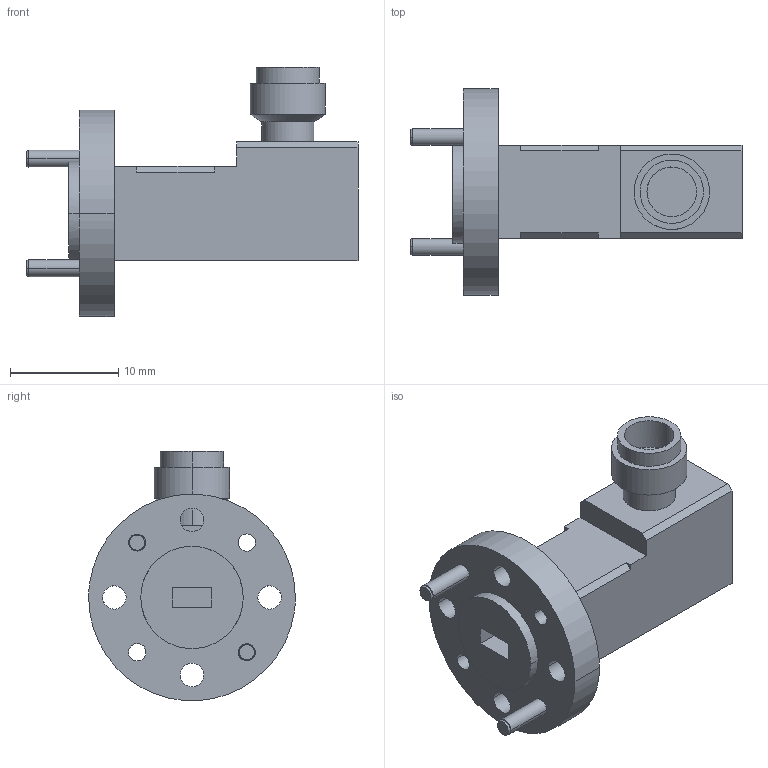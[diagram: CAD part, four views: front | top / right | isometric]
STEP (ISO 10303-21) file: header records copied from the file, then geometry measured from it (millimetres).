
FILE_DESCRIPTION(('none'),'2,1');
FILE_NAME('','Thu Sep 24 15:13:42 2015',('Unknown author'),(''),'HOOPS Exchange','Windows','Unknown authorisation');
FILE_SCHEMA( ('AUTOMOTIVE_DESIGN { 1 0 10303 214 1 1 1 1 }') );
Length unit declared in the file: inch
Products named in the file (1): Product0
Bounding box: 30.61 x 19.05 x 22.97 mm (x, y, z)
Volume: 2945.1 mm3; surface area: 2132.9 mm2
Topology: 6 solids, 9 shells, 74 faces, 176 edges, 128 vertices
Faces by surface type: bspline 74
Entity records: 8059 total; most frequent: CARTESIAN_POINT 5817, B_SPLINE_CURVE_WITH_KNOTS 416, DEFINITIONAL_REPRESENTATION 324, PCURVE 324, ORIENTED_EDGE 324, EDGE_CURVE 168, INTERSECTION_CURVE 156, VERTEX_POINT 112
